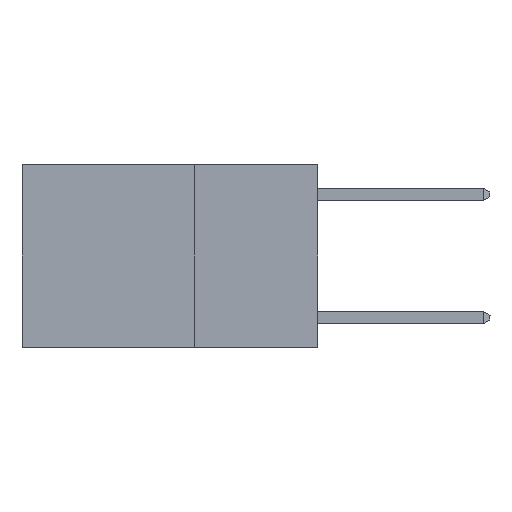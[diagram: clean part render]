
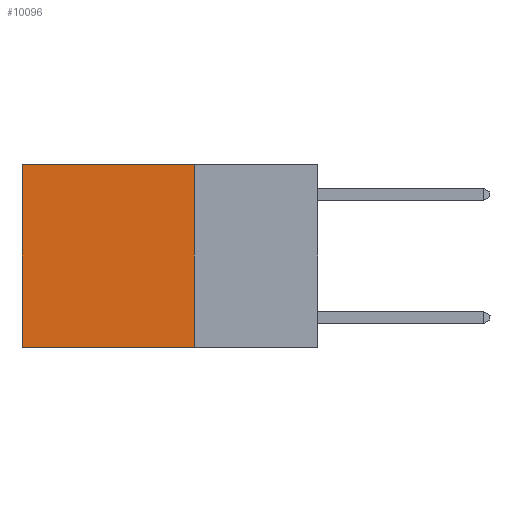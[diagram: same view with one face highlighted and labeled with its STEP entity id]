
A CAD part, left-side view. The second image highlights one B-rep face of the part: STEP entity #10096.
In plain terms, the highlighted planar face has unit normal (-1, 0, 0).
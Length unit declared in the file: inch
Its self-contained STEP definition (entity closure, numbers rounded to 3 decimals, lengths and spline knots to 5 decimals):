
#71 = VERTEX_POINT ( 'NONE', #6396 ) ;
#202 = DIRECTION ( 'NONE',  ( 0., 0., -1. ) ) ;
#1917 = EDGE_CURVE ( 'NONE', #8756, #3932, #16172, .T. ) ;
#2311 = VERTEX_POINT ( 'NONE', #14432 ) ;
#2781 = EDGE_LOOP ( 'NONE', ( #11178, #9495, #12880, #6889 ) ) ;
#3011 = VECTOR ( 'NONE', #16972, 39.37008 ) ;
#3778 = VECTOR ( 'NONE', #202, 39.37008 ) ;
#3932 = VERTEX_POINT ( 'NONE', #12209 ) ;
#5306 = DIRECTION ( 'NONE',  ( 1., 0., 0. ) ) ;
#6396 = CARTESIAN_POINT ( 'NONE',  ( 0.2625, 0.25, -0.37 ) ) ;
#6889 = ORIENTED_EDGE ( 'NONE', *, *, #1917, .T. ) ;
#7022 = CARTESIAN_POINT ( 'NONE',  ( 0.2625, 0.25, 0. ) ) ;
#7312 = EDGE_CURVE ( 'NONE', #3932, #2311, #18922, .T. ) ;
#8274 = CARTESIAN_POINT ( 'NONE',  ( 0.2625, 0.25, 0. ) ) ;
#8756 = VERTEX_POINT ( 'NONE', #7022 ) ;
#9173 = CARTESIAN_POINT ( 'NONE',  ( 0.2625, 0.6, 0. ) ) ;
#9247 = DIRECTION ( 'NONE',  ( 0., 1., 0. ) ) ;
#9495 = ORIENTED_EDGE ( 'NONE', *, *, #18637, .F. ) ;
#9674 = LINE ( 'NONE', #10416, #16997 ) ;
#9748 = PLANE ( 'NONE',  #18151 ) ;
#9955 = CARTESIAN_POINT ( 'NONE',  ( 0.2625, 0.25, 0. ) ) ;
#10096 = ADVANCED_FACE ( 'NONE', ( #16781 ), #9748, .F. ) ;
#10416 = CARTESIAN_POINT ( 'NONE',  ( 0.2625, 0.25, -0.37 ) ) ;
#11178 = ORIENTED_EDGE ( 'NONE', *, *, #7312, .T. ) ;
#11213 = DIRECTION ( 'NONE',  ( 0., 0., -1. ) ) ;
#11314 = LINE ( 'NONE', #12575, #3011 ) ;
#11926 = DIRECTION ( 'NONE',  ( 0., 1., 0. ) ) ;
#12209 = CARTESIAN_POINT ( 'NONE',  ( 0.2625, 0.6, 0. ) ) ;
#12575 = CARTESIAN_POINT ( 'NONE',  ( 0.2625, 0.25, 0. ) ) ;
#12880 = ORIENTED_EDGE ( 'NONE', *, *, #12975, .F. ) ;
#12975 = EDGE_CURVE ( 'NONE', #8756, #71, #11314, .T. ) ;
#14432 = CARTESIAN_POINT ( 'NONE',  ( 0.2625, 0.6, -0.37 ) ) ;
#16172 = LINE ( 'NONE', #9955, #16661 ) ;
#16661 = VECTOR ( 'NONE', #9247, 39.37008 ) ;
#16781 = FACE_OUTER_BOUND ( 'NONE', #2781, .T. ) ;
#16972 = DIRECTION ( 'NONE',  ( 0., 0., -1. ) ) ;
#16997 = VECTOR ( 'NONE', #11926, 39.37008 ) ;
#18151 = AXIS2_PLACEMENT_3D ( 'NONE', #8274, #5306, #11213 ) ;
#18637 = EDGE_CURVE ( 'NONE', #71, #2311, #9674, .T. ) ;
#18922 = LINE ( 'NONE', #9173, #3778 ) ;
